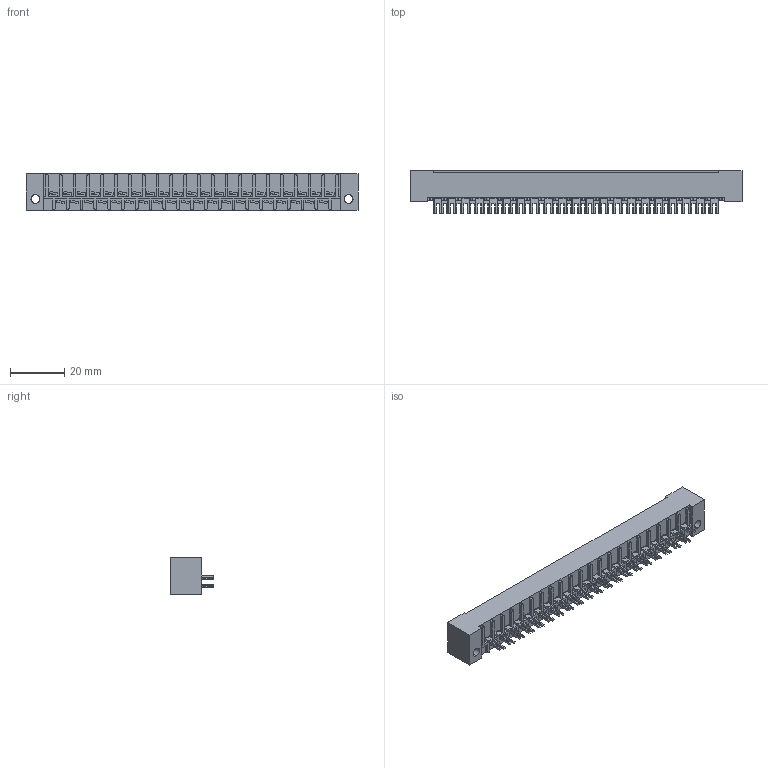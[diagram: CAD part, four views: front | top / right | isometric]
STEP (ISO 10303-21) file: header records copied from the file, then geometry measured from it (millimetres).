
FILE_DESCRIPTION (( 'STEP AP203' ), '1' );
FILE_NAME ('408-047-502-112.STEP', '2019-11-04T19:40:42', ( '' ), ( '' ), 'SwSTEP 2.0', 'SolidWorks 2016', '' );
FILE_SCHEMA (( 'CONFIG_CONTROL_DESIGN' ));
Length unit declared in the file: inch
Products named in the file (3): 408 Part_041 - 1; 408-290-001_408-290-102; 408-047-502-112
Assembly tree (42 placements, depth 2):
  408-047-502-112
    408 Part_041 - 1
    408-290-001_408-290-102  x41
Bounding box: 122.07 x 15.77 x 13.49 mm (x, y, z)
Volume: 14021.8 mm3; surface area: 17112.1 mm2
Topology: 42 solids, 42 shells, 2217 faces, 6067 edges, 3934 vertices
Faces by surface type: plane 1717, cylinder 336, bspline 164
Entity records: 27428 total; most frequent: CARTESIAN_POINT 4719, ORIENTED_EDGE 4614, DIRECTION 4127, EDGE_CURVE 2307, VECTOR 2115, LINE 2115, VERTEX_POINT 1534, AXIS2_PLACEMENT_3D 1006
